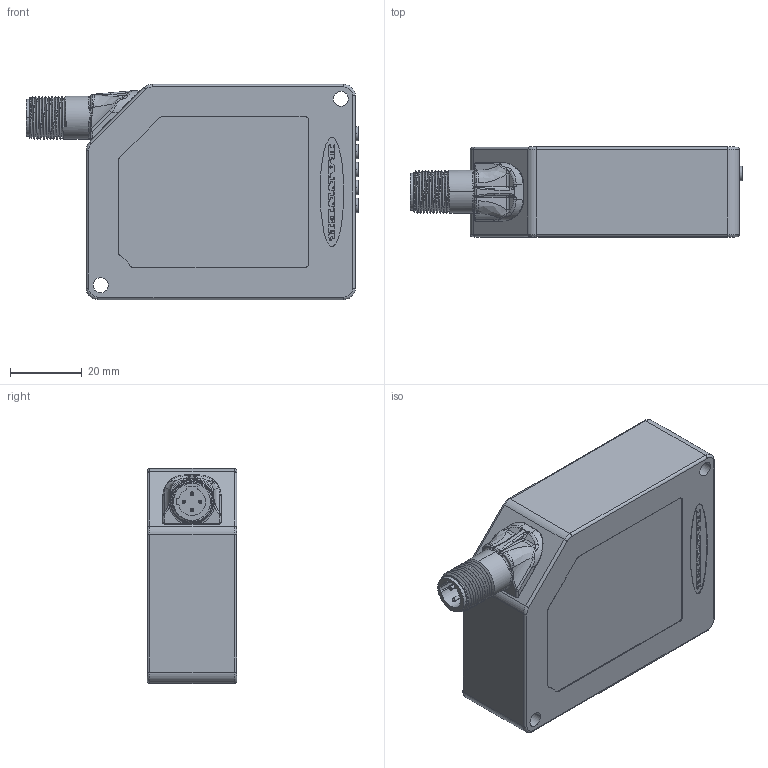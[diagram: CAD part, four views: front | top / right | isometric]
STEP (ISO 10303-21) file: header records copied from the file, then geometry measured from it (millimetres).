
FILE_DESCRIPTION((''),'2;1');
FILE_NAME('152825_SW','2010-06-07T',('banengservice'),('BANNER ENGINEERING'),'PRO/ENGINEER BY PARAMETRIC TECHNOLOGY CORPORATION, 2009141','PRO/ENGINEER BY PARAMETRIC TECHNOLOGY CORPORATION, 2009141','');
FILE_SCHEMA(('CONFIG_CONTROL_DESIGN'));
Products named in the file (1): 152825_SW
Bounding box: 92.59 x 25 x 60 mm (x, y, z)
Volume: 30043.6 mm3; surface area: 36671.7 mm2
Topology: 2 solids, 3 shells, 1726 faces, 4366 edges, 2761 vertices
Faces by surface type: plane 792, cylinder 721, bspline 76, sphere 47, torus 33, extrusion 30, cone 27
Entity records: 60734 total; most frequent: CARTESIAN_POINT 19284, ORIENTED_EDGE 8712, DIRECTION 8463, EDGE_CURVE 4356, AXIS2_PLACEMENT_3D 2893, VERTEX_POINT 2761, VECTOR 2677, LINE 2647
